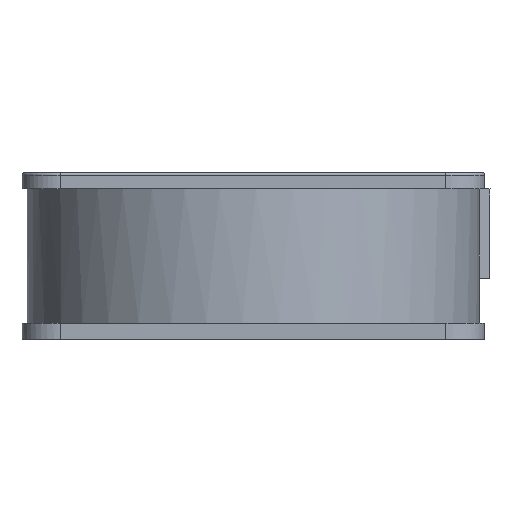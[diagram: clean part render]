
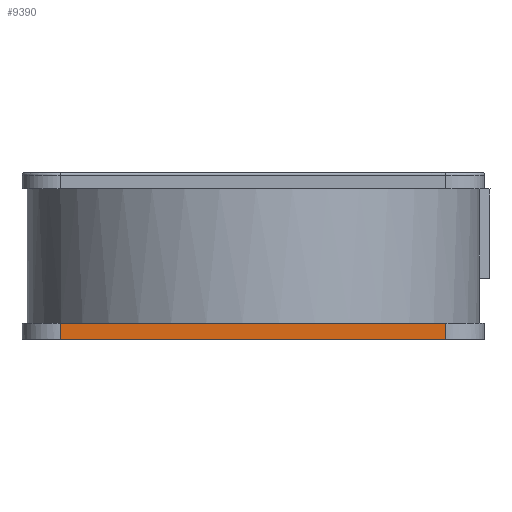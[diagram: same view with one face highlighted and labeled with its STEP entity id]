
A CAD part, front view. The second image highlights one B-rep face of the part: STEP entity #9390.
In plain terms, the highlighted planar face has unit normal (0, -1, 0).
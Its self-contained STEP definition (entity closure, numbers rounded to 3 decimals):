
#41 = ORIENTED_EDGE ( 'NONE', *, *, #4381, .T. ) ;
#44 = B_SPLINE_CURVE_WITH_KNOTS ( 'NONE', 3,
 ( #6429, #7203, #11186, #4705 ),
 .UNSPECIFIED., .F., .F.,
 ( 4, 4 ),
 ( 0., 1. ),
 .UNSPECIFIED. ) ;
#562 = LINE ( 'NONE', #7276, #4810 ) ;
#863 = B_SPLINE_CURVE_WITH_KNOTS ( 'NONE', 3,
 ( #1230, #4817, #9218, #2166 ),
 .UNSPECIFIED., .F., .F.,
 ( 4, 4 ),
 ( 0., 1. ),
 .UNSPECIFIED. ) ;
#1081 = PLANE ( 'NONE',  #1381 ) ;
#1230 = CARTESIAN_POINT ( 'NONE',  ( -176.635, -115.786, 18.95 ) ) ;
#1381 = AXIS2_PLACEMENT_3D ( 'NONE', #2011, #2816, #10053 ) ;
#1626 = ORIENTED_EDGE ( 'NONE', *, *, #8201, .F. ) ;
#2011 = CARTESIAN_POINT ( 'NONE',  ( -176.635, -115.786, 18.95 ) ) ;
#2166 = CARTESIAN_POINT ( 'NONE',  ( -176.635, -115.786, 12.55 ) ) ;
#2304 = VECTOR ( 'NONE', #5193, 1000. ) ;
#2387 = VERTEX_POINT ( 'NONE', #8007 ) ;
#2816 = DIRECTION ( 'NONE',  ( 0., -1., 0. ) ) ;
#4381 = EDGE_CURVE ( 'NONE', #10713, #9777, #44, .T. ) ;
#4581 = ORIENTED_EDGE ( 'NONE', *, *, #7412, .T. ) ;
#4705 = CARTESIAN_POINT ( 'NONE',  ( -26.635, -115.786, 18.95 ) ) ;
#4810 = VECTOR ( 'NONE', #6390, 1000. ) ;
#4817 = CARTESIAN_POINT ( 'NONE',  ( -176.635, -115.786, 16.817 ) ) ;
#5193 = DIRECTION ( 'NONE',  ( -1., 0., 0. ) ) ;
#5384 = EDGE_CURVE ( 'NONE', #8216, #2387, #863, .T. ) ;
#5599 = FACE_OUTER_BOUND ( 'NONE', #9638, .T. ) ;
#5612 = CARTESIAN_POINT ( 'NONE',  ( -176.635, -115.786, 18.95 ) ) ;
#6183 = ORIENTED_EDGE ( 'NONE', *, *, #5384, .T. ) ;
#6312 = LINE ( 'NONE', #9807, #2304 ) ;
#6390 = DIRECTION ( 'NONE',  ( -1., 0., 0. ) ) ;
#6429 = CARTESIAN_POINT ( 'NONE',  ( -26.635, -115.786, 12.55 ) ) ;
#6623 = CARTESIAN_POINT ( 'NONE',  ( -26.635, -115.786, 18.95 ) ) ;
#7203 = CARTESIAN_POINT ( 'NONE',  ( -26.635, -115.786, 14.683 ) ) ;
#7276 = CARTESIAN_POINT ( 'NONE',  ( -191.635, -115.786, 12.55 ) ) ;
#7412 = EDGE_CURVE ( 'NONE', #9777, #8216, #6312, .T. ) ;
#8007 = CARTESIAN_POINT ( 'NONE',  ( -176.635, -115.786, 12.55 ) ) ;
#8201 = EDGE_CURVE ( 'NONE', #10713, #2387, #562, .T. ) ;
#8216 = VERTEX_POINT ( 'NONE', #5612 ) ;
#9218 = CARTESIAN_POINT ( 'NONE',  ( -176.635, -115.786, 14.683 ) ) ;
#9235 = CARTESIAN_POINT ( 'NONE',  ( -26.635, -115.786, 12.55 ) ) ;
#9390 = ADVANCED_FACE ( 'NONE', ( #5599 ), #1081, .T. ) ;
#9638 = EDGE_LOOP ( 'NONE', ( #1626, #41, #4581, #6183 ) ) ;
#9777 = VERTEX_POINT ( 'NONE', #6623 ) ;
#9807 = CARTESIAN_POINT ( 'NONE',  ( -176.635, -115.786, 18.95 ) ) ;
#10053 = DIRECTION ( 'NONE',  ( 0., 0., -1. ) ) ;
#10713 = VERTEX_POINT ( 'NONE', #9235 ) ;
#11186 = CARTESIAN_POINT ( 'NONE',  ( -26.635, -115.786, 16.817 ) ) ;
